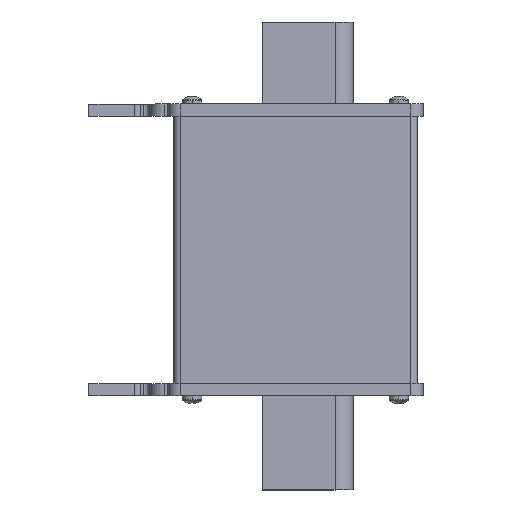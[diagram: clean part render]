
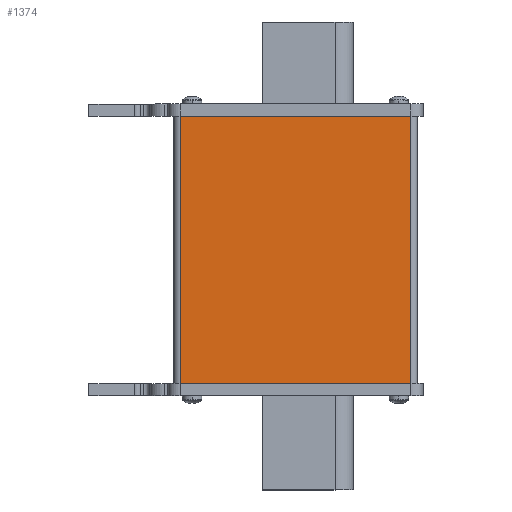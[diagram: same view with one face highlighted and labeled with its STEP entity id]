
A CAD part, top view. The second image highlights one B-rep face of the part: STEP entity #1374.
In plain terms, the highlighted planar face has unit normal (0, 0, 1).
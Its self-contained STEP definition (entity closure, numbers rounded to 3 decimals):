
#35 = VERTEX_POINT ( 'NONE', #741 ) ;
#528 = EDGE_CURVE ( 'NONE', #1498, #3171, #1031, .T. ) ;
#575 = DIRECTION ( 'NONE',  ( 0., 0., 1. ) ) ;
#732 = CARTESIAN_POINT ( 'NONE',  ( 20.5, 2., 13.5 ) ) ;
#741 = CARTESIAN_POINT ( 'NONE',  ( 20.5, 46., 13.5 ) ) ;
#836 = EDGE_LOOP ( 'NONE', ( #1232, #3263, #5324, #5357 ) ) ;
#925 = LINE ( 'NONE', #1714, #2733 ) ;
#1031 = LINE ( 'NONE', #1525, #3402 ) ;
#1063 = FACE_OUTER_BOUND ( 'NONE', #836, .T. ) ;
#1232 = ORIENTED_EDGE ( 'NONE', *, *, #3119, .F. ) ;
#1374 = ADVANCED_FACE ( 'NONE', ( #1063 ), #5469, .T. ) ;
#1440 = VECTOR ( 'NONE', #1516, 1000. ) ;
#1455 = DIRECTION ( 'NONE',  ( 1., 0., 0. ) ) ;
#1498 = VERTEX_POINT ( 'NONE', #3849 ) ;
#1516 = DIRECTION ( 'NONE',  ( 1., 0., 0. ) ) ;
#1525 = CARTESIAN_POINT ( 'NONE',  ( -17.5, 2., 13.5 ) ) ;
#1714 = CARTESIAN_POINT ( 'NONE',  ( 20.5, 2., 13.5 ) ) ;
#1718 = EDGE_CURVE ( 'NONE', #4037, #35, #925, .T. ) ;
#1774 = VECTOR ( 'NONE', #5510, 1000. ) ;
#2426 = CARTESIAN_POINT ( 'NONE',  ( -17.5, 2., 13.5 ) ) ;
#2645 = DIRECTION ( 'NONE',  ( 0., 1., 0. ) ) ;
#2733 = VECTOR ( 'NONE', #2645, 1000. ) ;
#3035 = LINE ( 'NONE', #2426, #1440 ) ;
#3119 = EDGE_CURVE ( 'NONE', #3171, #35, #5123, .T. ) ;
#3143 = EDGE_CURVE ( 'NONE', #1498, #4037, #3035, .T. ) ;
#3171 = VERTEX_POINT ( 'NONE', #5565 ) ;
#3226 = AXIS2_PLACEMENT_3D ( 'NONE', #4546, #575, #1455 ) ;
#3263 = ORIENTED_EDGE ( 'NONE', *, *, #528, .F. ) ;
#3402 = VECTOR ( 'NONE', #4631, 1000. ) ;
#3849 = CARTESIAN_POINT ( 'NONE',  ( -17.5, 2., 13.5 ) ) ;
#4037 = VERTEX_POINT ( 'NONE', #732 ) ;
#4546 = CARTESIAN_POINT ( 'NONE',  ( -17.5, 2., 13.5 ) ) ;
#4625 = CARTESIAN_POINT ( 'NONE',  ( -17.5, 46., 13.5 ) ) ;
#4631 = DIRECTION ( 'NONE',  ( 0., 1., 0. ) ) ;
#5123 = LINE ( 'NONE', #4625, #1774 ) ;
#5324 = ORIENTED_EDGE ( 'NONE', *, *, #3143, .T. ) ;
#5357 = ORIENTED_EDGE ( 'NONE', *, *, #1718, .T. ) ;
#5469 = PLANE ( 'NONE',  #3226 ) ;
#5510 = DIRECTION ( 'NONE',  ( 1., 0., 0. ) ) ;
#5565 = CARTESIAN_POINT ( 'NONE',  ( -17.5, 46., 13.5 ) ) ;
